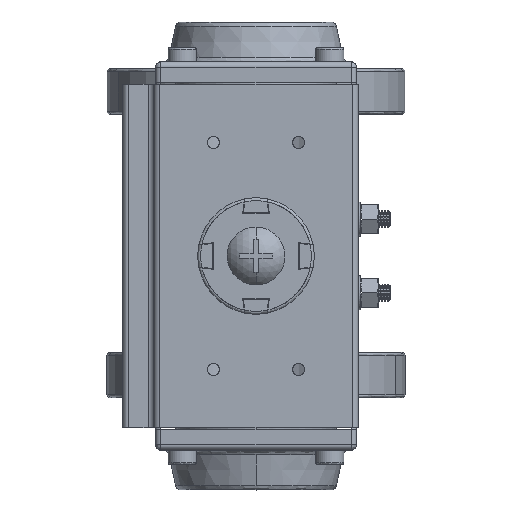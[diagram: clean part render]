
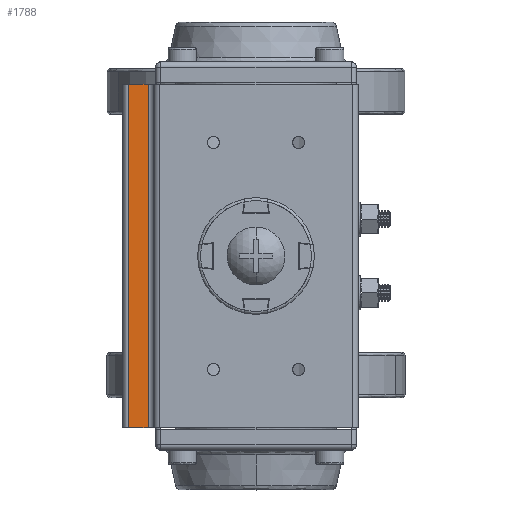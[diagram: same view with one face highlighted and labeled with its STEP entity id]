
A CAD part, left-side view. The second image highlights one B-rep face of the part: STEP entity #1788.
In plain terms, the highlighted planar face has unit normal (1, 0, 0).
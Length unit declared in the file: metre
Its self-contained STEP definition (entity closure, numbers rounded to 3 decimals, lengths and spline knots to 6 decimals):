
#297 = FACE_OUTER_BOUND ( 'NONE', #44329, .T. ) ;
#1788 = ADVANCED_FACE ( 'NONE', ( #297 ), #65735, .T. ) ;
#5737 = VECTOR ( 'NONE', #75015, 1. ) ;
#6430 = CARTESIAN_POINT ( 'NONE',  ( -0.205799, 0.030602, 0.1725 ) ) ;
#7849 = DIRECTION ( 'NONE',  ( 1., 0., 0. ) ) ;
#10374 = EDGE_CURVE ( 'NONE', #62159, #80697, #15404, .T. ) ;
#15404 = LINE ( 'NONE', #28095, #5737 ) ;
#16507 = VERTEX_POINT ( 'NONE', #53526 ) ;
#18520 = VECTOR ( 'NONE', #75682, 1. ) ;
#20348 = LINE ( 'NONE', #58007, #53143 ) ;
#24354 = CARTESIAN_POINT ( 'NONE',  ( -0.205799, 0.037602, 0.0515 ) ) ;
#27232 = CARTESIAN_POINT ( 'NONE',  ( -0.205799, 0.030602, 0.1725 ) ) ;
#28095 = CARTESIAN_POINT ( 'NONE',  ( -0.205799, 0.030602, 0.1725 ) ) ;
#29162 = CARTESIAN_POINT ( 'NONE',  ( -0.205799, 0.037602, 0.1725 ) ) ;
#29397 = EDGE_CURVE ( 'NONE', #43466, #16507, #69321, .T. ) ;
#32303 = DIRECTION ( 'NONE',  ( 0., -1., 0. ) ) ;
#33737 = ORIENTED_EDGE ( 'NONE', *, *, #74506, .T. ) ;
#38404 = ORIENTED_EDGE ( 'NONE', *, *, #10374, .T. ) ;
#41032 = CARTESIAN_POINT ( 'NONE',  ( -0.205799, 0.030602, 0.0515 ) ) ;
#43466 = VERTEX_POINT ( 'NONE', #24354 ) ;
#44329 = EDGE_LOOP ( 'NONE', ( #38404, #68667, #76970, #33737 ) ) ;
#44401 = DIRECTION ( 'NONE',  ( 0., -1., 0. ) ) ;
#53143 = VECTOR ( 'NONE', #78686, 1. ) ;
#53526 = CARTESIAN_POINT ( 'NONE',  ( -0.205799, 0.037602, 0.1725 ) ) ;
#58007 = CARTESIAN_POINT ( 'NONE',  ( -0.205799, 0.030602, 0.0515 ) ) ;
#58088 = EDGE_CURVE ( 'NONE', #80697, #43466, #20348, .T. ) ;
#62159 = VERTEX_POINT ( 'NONE', #6430 ) ;
#64675 = LINE ( 'NONE', #70999, #80258 ) ;
#65735 = PLANE ( 'NONE',  #74954 ) ;
#68667 = ORIENTED_EDGE ( 'NONE', *, *, #58088, .T. ) ;
#69321 = LINE ( 'NONE', #29162, #18520 ) ;
#70999 = CARTESIAN_POINT ( 'NONE',  ( -0.205799, 0.030602, 0.1725 ) ) ;
#74506 = EDGE_CURVE ( 'NONE', #16507, #62159, #64675, .T. ) ;
#74954 = AXIS2_PLACEMENT_3D ( 'NONE', #27232, #7849, #32303 ) ;
#75015 = DIRECTION ( 'NONE',  ( 0., 0., -1. ) ) ;
#75682 = DIRECTION ( 'NONE',  ( 0., 0., 1. ) ) ;
#76970 = ORIENTED_EDGE ( 'NONE', *, *, #29397, .T. ) ;
#78686 = DIRECTION ( 'NONE',  ( 0., 1., 0. ) ) ;
#80258 = VECTOR ( 'NONE', #44401, 1. ) ;
#80697 = VERTEX_POINT ( 'NONE', #41032 ) ;
